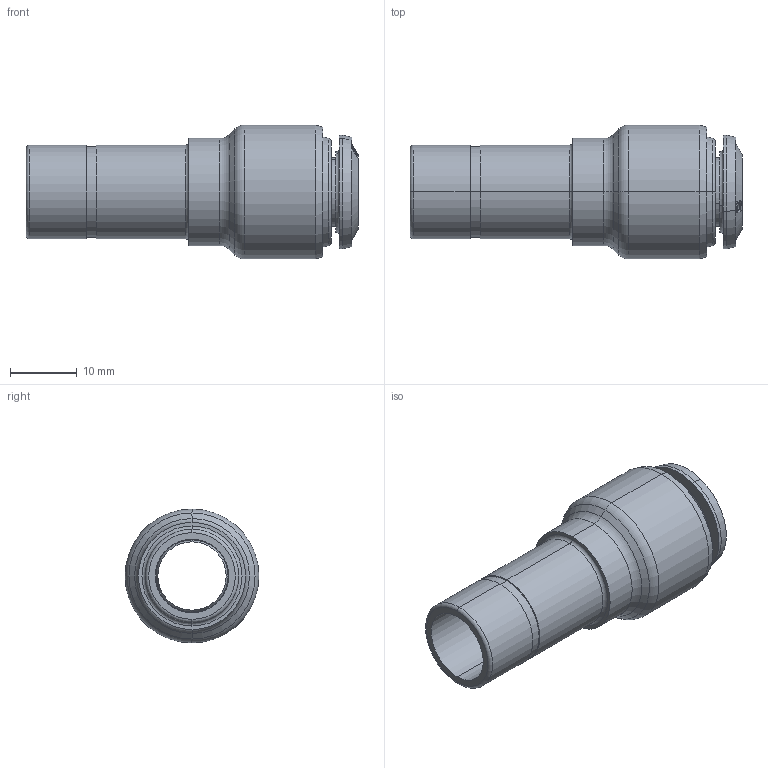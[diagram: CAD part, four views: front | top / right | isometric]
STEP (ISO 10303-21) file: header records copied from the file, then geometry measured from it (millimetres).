
FILE_DESCRIPTION (( 'STEP AP214' ), '1' );
FILE_NAME ('5570000015A.STEP', '2016-05-11T13:21:54', ( '' ), ( '' ), 'SwSTEP 2.0', 'SolidWorks 2016', '' );
FILE_SCHEMA (( 'AUTOMOTIVE_DESIGN' ));
Length unit declared in the file: millimetre
Products named in the file (1): 5570000015A
Bounding box: 49.6 x 20 x 20 mm (x, y, z)
Surface area: 4176.3 mm2 (no closed solid volume)
Topology: 0 solids, 3 shells, 112 faces, 283 edges, 182 vertices
Faces by surface type: bspline 52, cone 24, cylinder 16, torus 12, plane 8
Entity records: 7803 total; most frequent: CARTESIAN_POINT 4293, ORIENTED_EDGE 546, DIRECTION 309, EDGE_CURVE 283, VERTEX_POINT 182, B_SPLINE_CURVE_WITH_KNOTS 172, AXIS2_PLACEMENT_3D 137, EDGE_LOOP 125
